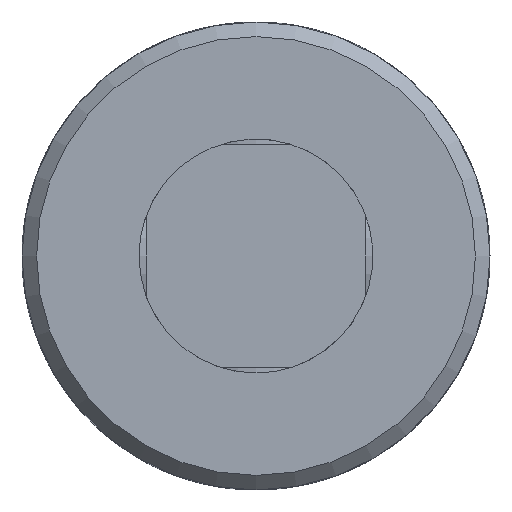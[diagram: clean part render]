
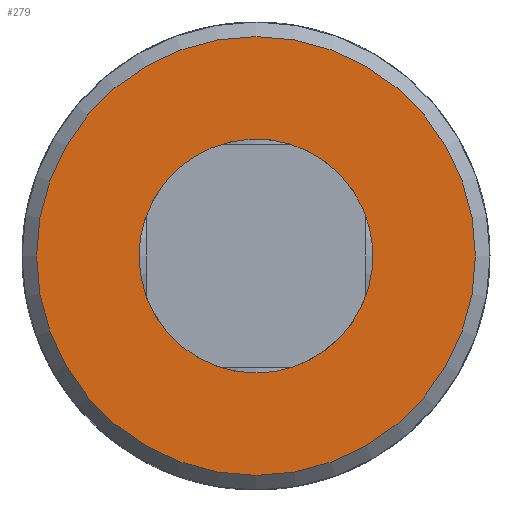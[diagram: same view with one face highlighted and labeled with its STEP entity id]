
A CAD part, left-side view. The second image highlights one B-rep face of the part: STEP entity #279.
In plain terms, the highlighted planar face has unit normal (-1, 0, 0).
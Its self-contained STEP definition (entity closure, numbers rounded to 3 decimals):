
#279 = ADVANCED_FACE( '', ( #554, #555 ), #556, .F. );
#554 = FACE_OUTER_BOUND( '', #834, .T. );
#555 = FACE_BOUND( '', #835, .T. );
#556 = PLANE( '', #836 );
#834 = EDGE_LOOP( '', ( #1305 ) );
#835 = EDGE_LOOP( '', ( #1306 ) );
#836 = AXIS2_PLACEMENT_3D( '', #1307, #1308, #1309 );
#1305 = ORIENTED_EDGE( '', *, *, #1678, .F. );
#1306 = ORIENTED_EDGE( '', *, *, #1665, .T. );
#1307 = CARTESIAN_POINT( '', ( 0., 0., 0. ) );
#1308 = DIRECTION( '', ( 1., 0., 0. ) );
#1309 = DIRECTION( '', ( 0., 0., -1. ) );
#1665 = EDGE_CURVE( '', #1972, #1972, #1973, .T. );
#1678 = EDGE_CURVE( '', #1990, #1990, #1991, .T. );
#1972 = VERTEX_POINT( '', #3298 );
#1973 = CIRCLE( '', #3299, 20. );
#1990 = VERTEX_POINT( '', #3501 );
#1991 = CIRCLE( '', #3502, 37.5 );
#3298 = CARTESIAN_POINT( '', ( 0., 0., -20. ) );
#3299 = AXIS2_PLACEMENT_3D( '', #3798, #3799, #3800 );
#3501 = CARTESIAN_POINT( '', ( 0., 0., -37.5 ) );
#3502 = AXIS2_PLACEMENT_3D( '', #3807, #3808, #3809 );
#3798 = CARTESIAN_POINT( '', ( 0., 0., 0. ) );
#3799 = DIRECTION( '', ( 1., 0., 0. ) );
#3800 = DIRECTION( '', ( 0., 0., -1. ) );
#3807 = CARTESIAN_POINT( '', ( 0., 0., 0. ) );
#3808 = DIRECTION( '', ( 1., 0., 0. ) );
#3809 = DIRECTION( '', ( 0., 0., -1. ) );
